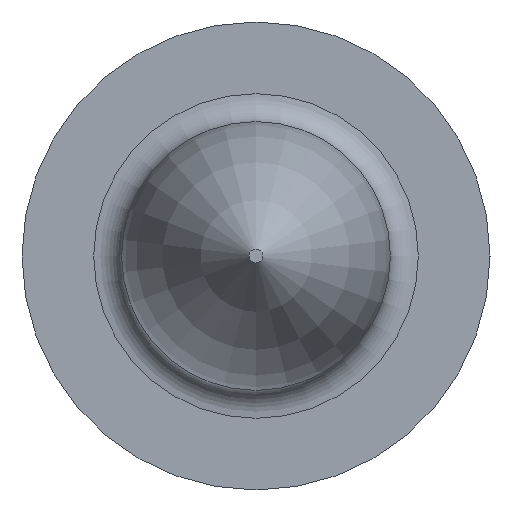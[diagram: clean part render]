
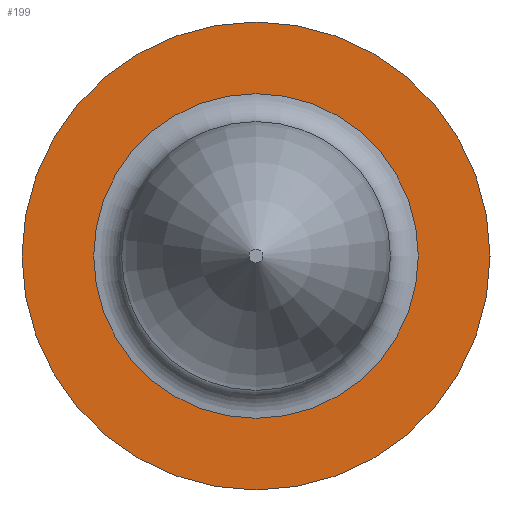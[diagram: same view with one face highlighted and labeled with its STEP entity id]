
A CAD part, left-side view. The second image highlights one B-rep face of the part: STEP entity #199.
In plain terms, the highlighted planar face has unit normal (-1, 0, 0).
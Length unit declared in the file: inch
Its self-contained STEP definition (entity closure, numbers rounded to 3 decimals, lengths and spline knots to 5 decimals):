
#2 = CIRCLE ( 'NONE', #172, 0.0168 ) ;
#7 = VERTEX_POINT ( 'NONE', #164 ) ;
#15 = DIRECTION ( 'NONE',  ( -1., 0., 0. ) ) ;
#27 = ORIENTED_EDGE ( 'NONE', *, *, #319, .F. ) ;
#48 = PLANE ( 'NONE',  #72 ) ;
#58 = CIRCLE ( 'NONE', #177, 0.01165 ) ;
#72 = AXIS2_PLACEMENT_3D ( 'NONE', #208, #117, #363 ) ;
#114 = EDGE_LOOP ( 'NONE', ( #348 ) ) ;
#117 = DIRECTION ( 'NONE',  ( 1., 0., 0. ) ) ;
#123 = EDGE_LOOP ( 'NONE', ( #27 ) ) ;
#157 = FACE_BOUND ( 'NONE', #123, .T. ) ;
#158 = FACE_OUTER_BOUND ( 'NONE', #114, .T. ) ;
#164 = CARTESIAN_POINT ( 'NONE',  ( 0., 0., 0.01165 ) ) ;
#172 = AXIS2_PLACEMENT_3D ( 'NONE', #396, #15, #296 ) ;
#177 = AXIS2_PLACEMENT_3D ( 'NONE', #308, #372, #397 ) ;
#199 = ADVANCED_FACE ( 'NONE', ( #157, #158 ), #48, .F. ) ;
#206 = EDGE_CURVE ( 'NONE', #268, #268, #2, .T. ) ;
#208 = CARTESIAN_POINT ( 'NONE',  ( 0., 0.01165, 0. ) ) ;
#268 = VERTEX_POINT ( 'NONE', #282 ) ;
#282 = CARTESIAN_POINT ( 'NONE',  ( 0., 0., 0.0168 ) ) ;
#296 = DIRECTION ( 'NONE',  ( 0., 0., 1. ) ) ;
#308 = CARTESIAN_POINT ( 'NONE',  ( 0., 0., 0. ) ) ;
#319 = EDGE_CURVE ( 'NONE', #7, #7, #58, .T. ) ;
#348 = ORIENTED_EDGE ( 'NONE', *, *, #206, .T. ) ;
#363 = DIRECTION ( 'NONE',  ( 0., 0., -1. ) ) ;
#372 = DIRECTION ( 'NONE',  ( -1., 0., 0. ) ) ;
#396 = CARTESIAN_POINT ( 'NONE',  ( 0., 0., 0. ) ) ;
#397 = DIRECTION ( 'NONE',  ( 0., 0., 1. ) ) ;
